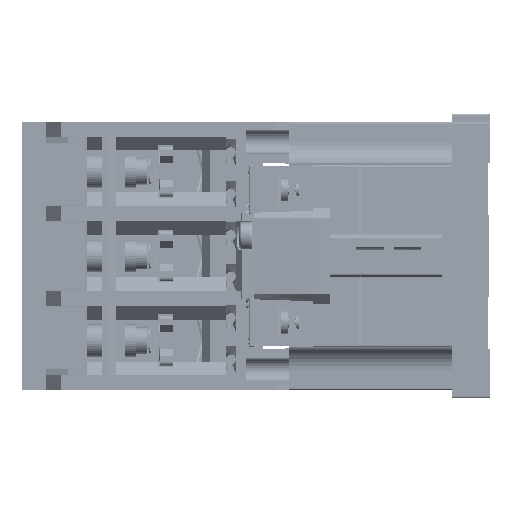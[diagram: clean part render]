
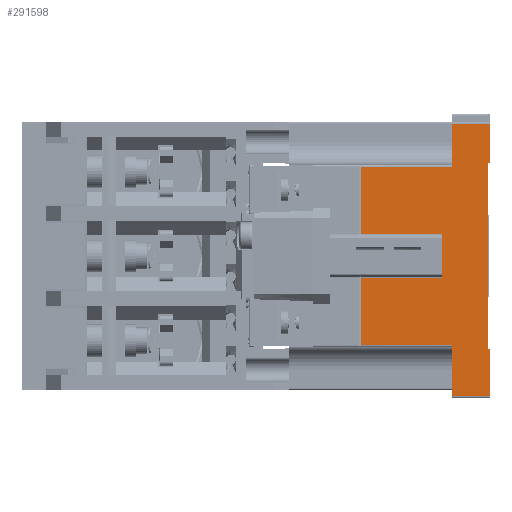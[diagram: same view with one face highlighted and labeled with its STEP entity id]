
A CAD part, left-side view. The second image highlights one B-rep face of the part: STEP entity #291598.
In plain terms, the highlighted planar face has unit normal (-1, 0, 0).
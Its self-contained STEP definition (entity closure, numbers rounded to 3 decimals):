
#291385=CARTESIAN_POINT('',(-49.9,-64.2,32.5));
#291386=VERTEX_POINT('',#291385);
#291394=CARTESIAN_POINT('',(-49.9,-73.6,32.5));
#291395=VERTEX_POINT('',#291394);
#291396=CARTESIAN_POINT('',(-49.9,-64.2,32.5));
#291397=DIRECTION('',(0.0,-1.0,0.0));
#291398=VECTOR('',#291397,9.4);
#291399=LINE('',#291396,#291398);
#291400=EDGE_CURVE('',#291386,#291395,#291399,.T.);
#291426=CARTESIAN_POINT('',(-49.9,-73.6,23.));
#291427=VERTEX_POINT('',#291426);
#291428=CARTESIAN_POINT('',(-49.9,-73.6,23.));
#291429=DIRECTION('',(0.0,0.0,1.0));
#291430=VECTOR('',#291429,9.5);
#291431=LINE('',#291428,#291430);
#291432=EDGE_CURVE('',#291427,#291395,#291431,.T.);
#291479=CARTESIAN_POINT('',(-49.9,-24.1,0.));
#291480=DIRECTION('',(-1.0,0.0,0.0));
#291481=DIRECTION('',(0.0,0.0,1.0));
#291482=AXIS2_PLACEMENT_3D('',#291479,#291480,#291481);
#291483=PLANE('',#291482);
#291484=ORIENTED_EDGE('',*,*,#291400,.F.);
#291485=CARTESIAN_POINT('',(-49.9,-64.2,22.));
#291486=VERTEX_POINT('',#291485);
#291487=CARTESIAN_POINT('',(-49.9,-64.2,22.));
#291488=DIRECTION('',(0.0,0.0,1.0));
#291489=VECTOR('',#291488,10.5);
#291490=LINE('',#291487,#291489);
#291491=EDGE_CURVE('',#291486,#291386,#291490,.T.);
#291492=ORIENTED_EDGE('',*,*,#291491,.F.);
#291493=CARTESIAN_POINT('',(-49.9,-41.9,22.));
#291494=VERTEX_POINT('',#291493);
#291495=CARTESIAN_POINT('',(-49.9,-41.9,22.));
#291496=DIRECTION('',(0.0,-1.0,0.0));
#291497=VECTOR('',#291496,22.3);
#291498=LINE('',#291495,#291497);
#291499=EDGE_CURVE('',#291494,#291486,#291498,.T.);
#291500=ORIENTED_EDGE('',*,*,#291499,.F.);
#291501=CARTESIAN_POINT('',(-49.9,-41.9,5.4));
#291502=VERTEX_POINT('',#291501);
#291503=CARTESIAN_POINT('',(-49.9,-41.9,22.));
#291504=DIRECTION('',(0.0,0.0,-1.0));
#291505=VECTOR('',#291504,16.6);
#291506=LINE('',#291503,#291505);
#291507=EDGE_CURVE('',#291494,#291502,#291506,.T.);
#291508=ORIENTED_EDGE('',*,*,#291507,.T.);
#291509=CARTESIAN_POINT('',(-49.9,-61.9,5.4));
#291510=VERTEX_POINT('',#291509);
#291511=CARTESIAN_POINT('',(-49.9,-61.9,5.4));
#291512=DIRECTION('',(0.0,1.0,0.0));
#291513=VECTOR('',#291512,20.0);
#291514=LINE('',#291511,#291513);
#291515=EDGE_CURVE('',#291510,#291502,#291514,.T.);
#291516=ORIENTED_EDGE('',*,*,#291515,.F.);
#291517=CARTESIAN_POINT('',(-49.9,-61.9,-5.4));
#291518=VERTEX_POINT('',#291517);
#291519=CARTESIAN_POINT('',(-49.9,-61.9,5.4));
#291520=DIRECTION('',(0.0,0.0,-1.0));
#291521=VECTOR('',#291520,10.8);
#291522=LINE('',#291519,#291521);
#291523=EDGE_CURVE('',#291510,#291518,#291522,.T.);
#291524=ORIENTED_EDGE('',*,*,#291523,.T.);
#291525=CARTESIAN_POINT('',(-49.9,-41.9,-5.4));
#291526=VERTEX_POINT('',#291525);
#291527=CARTESIAN_POINT('',(-49.9,-41.9,-5.4));
#291528=DIRECTION('',(0.0,-1.0,0.0));
#291529=VECTOR('',#291528,20.);
#291530=LINE('',#291527,#291529);
#291531=EDGE_CURVE('',#291526,#291518,#291530,.T.);
#291532=ORIENTED_EDGE('',*,*,#291531,.F.);
#291533=CARTESIAN_POINT('',(-49.9,-41.9,-22.));
#291534=VERTEX_POINT('',#291533);
#291535=CARTESIAN_POINT('',(-49.9,-41.9,-5.4));
#291536=DIRECTION('',(0.0,0.0,-1.0));
#291537=VECTOR('',#291536,16.6);
#291538=LINE('',#291535,#291537);
#291539=EDGE_CURVE('',#291526,#291534,#291538,.T.);
#291540=ORIENTED_EDGE('',*,*,#291539,.T.);
#291541=CARTESIAN_POINT('',(-49.9,-64.2,-22.));
#291542=VERTEX_POINT('',#291541);
#291543=CARTESIAN_POINT('',(-49.9,-64.2,-22.));
#291544=DIRECTION('',(0.0,1.0,0.0));
#291545=VECTOR('',#291544,22.3);
#291546=LINE('',#291543,#291545);
#291547=EDGE_CURVE('',#291542,#291534,#291546,.T.);
#291548=ORIENTED_EDGE('',*,*,#291547,.F.);
#291549=CARTESIAN_POINT('',(-49.9,-64.2,-34.5));
#291550=VERTEX_POINT('',#291549);
#291551=CARTESIAN_POINT('',(-49.9,-64.2,-34.5));
#291552=DIRECTION('',(0.0,0.0,1.0));
#291553=VECTOR('',#291552,12.5);
#291554=LINE('',#291551,#291553);
#291555=EDGE_CURVE('',#291550,#291542,#291554,.T.);
#291556=ORIENTED_EDGE('',*,*,#291555,.F.);
#291557=CARTESIAN_POINT('',(-49.9,-73.6,-34.5));
#291558=VERTEX_POINT('',#291557);
#291559=CARTESIAN_POINT('',(-49.9,-73.6,-34.5));
#291560=DIRECTION('',(0.0,1.0,0.0));
#291561=VECTOR('',#291560,9.4);
#291562=LINE('',#291559,#291561);
#291563=EDGE_CURVE('',#291558,#291550,#291562,.T.);
#291564=ORIENTED_EDGE('',*,*,#291563,.F.);
#291565=CARTESIAN_POINT('',(-49.9,-73.6,-23.));
#291566=VERTEX_POINT('',#291565);
#291567=CARTESIAN_POINT('',(-49.9,-73.6,-34.5));
#291568=DIRECTION('',(0.0,0.0,1.0));
#291569=VECTOR('',#291568,11.5);
#291570=LINE('',#291567,#291569);
#291571=EDGE_CURVE('',#291558,#291566,#291570,.T.);
#291572=ORIENTED_EDGE('',*,*,#291571,.T.);
#291573=CARTESIAN_POINT('',(-49.9,-73.1,-23.));
#291574=VERTEX_POINT('',#291573);
#291575=CARTESIAN_POINT('',(-49.9,-73.6,-23.));
#291576=DIRECTION('',(0.0,1.0,0.0));
#291577=VECTOR('',#291576,0.5);
#291578=LINE('',#291575,#291577);
#291579=EDGE_CURVE('',#291566,#291574,#291578,.T.);
#291580=ORIENTED_EDGE('',*,*,#291579,.T.);
#291581=CARTESIAN_POINT('',(-49.9,-73.1,23.));
#291582=VERTEX_POINT('',#291581);
#291583=CARTESIAN_POINT('',(-49.9,-73.1,-23.));
#291584=DIRECTION('',(0.0,0.0,1.0));
#291585=VECTOR('',#291584,46.);
#291586=LINE('',#291583,#291585);
#291587=EDGE_CURVE('',#291574,#291582,#291586,.T.);
#291588=ORIENTED_EDGE('',*,*,#291587,.T.);
#291589=CARTESIAN_POINT('',(-49.9,-73.1,23.));
#291590=DIRECTION('',(0.0,-1.0,0.0));
#291591=VECTOR('',#291590,0.5);
#291592=LINE('',#291589,#291591);
#291593=EDGE_CURVE('',#291582,#291427,#291592,.T.);
#291594=ORIENTED_EDGE('',*,*,#291593,.T.);
#291595=ORIENTED_EDGE('',*,*,#291432,.T.);
#291596=EDGE_LOOP('',(#291484,#291492,#291500,#291508,#291516,#291524,#291532,#291540,#291548,#291556,#291564,#291572,#291580,#291588,#291594,#291595));
#291597=FACE_OUTER_BOUND('',#291596,.T.);
#291598=ADVANCED_FACE('',(#291597),#291483,.T.);
